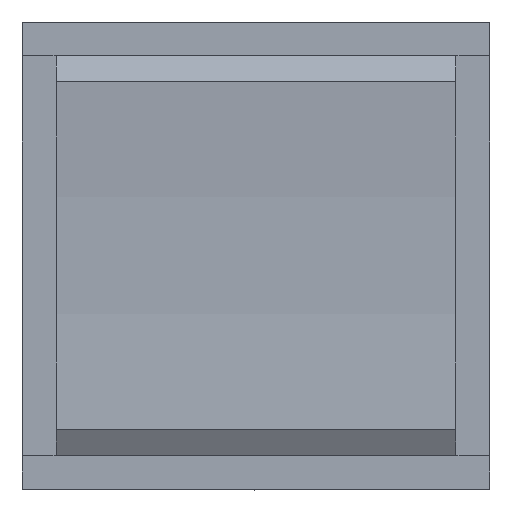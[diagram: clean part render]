
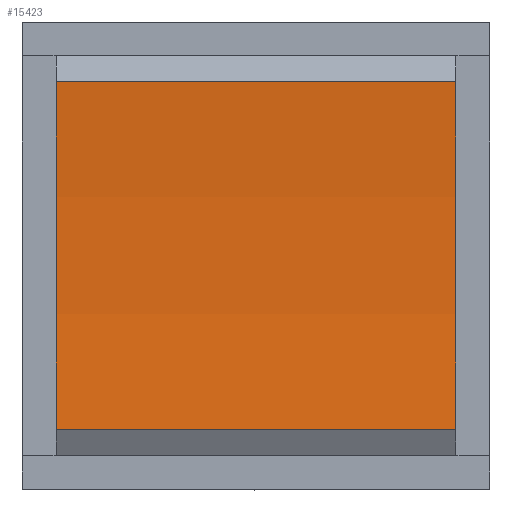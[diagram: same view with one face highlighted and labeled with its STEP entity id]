
A CAD part, top view. The second image highlights one B-rep face of the part: STEP entity #15423.
In plain terms, the highlighted cylindrical face has radius 74.967 mm (diameter 149.933 mm), a partial arc.
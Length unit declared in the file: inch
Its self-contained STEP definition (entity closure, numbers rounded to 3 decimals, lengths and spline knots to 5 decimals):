
#316=CYLINDRICAL_SURFACE('',#16308,2.95144);
#516=CIRCLE('',#16304,2.95144);
#517=CIRCLE('',#16307,2.95144);
#1009=FACE_OUTER_BOUND('',#1843,.T.);
#1843=EDGE_LOOP('',(#10263,#10264,#10265,#10266));
#2780=LINE('',#22193,#4493);
#2781=LINE('',#22194,#4494);
#4493=VECTOR('',#17784,0.3937);
#4494=VECTOR('',#17785,0.3937);
#6189=VERTEX_POINT('',#22163);
#6190=VERTEX_POINT('',#22165);
#6199=VERTEX_POINT('',#22186);
#6200=VERTEX_POINT('',#22188);
#7781=EDGE_CURVE('',#6189,#6190,#516,.T.);
#7792=EDGE_CURVE('',#6199,#6200,#517,.T.);
#7795=EDGE_CURVE('',#6200,#6189,#2780,.T.);
#7796=EDGE_CURVE('',#6190,#6199,#2781,.T.);
#10263=ORIENTED_EDGE('',*,*,#7781,.F.);
#10264=ORIENTED_EDGE('',*,*,#7795,.F.);
#10265=ORIENTED_EDGE('',*,*,#7792,.F.);
#10266=ORIENTED_EDGE('',*,*,#7796,.F.);
#15423=ADVANCED_FACE('',(#1009),#316,.F.);
#16304=AXIS2_PLACEMENT_3D('',#22166,#17762,#17763);
#16307=AXIS2_PLACEMENT_3D('',#22189,#17778,#17779);
#16308=AXIS2_PLACEMENT_3D('',#22192,#17782,#17783);
#17762=DIRECTION('center_axis',(-1.,0.,0.));
#17763=DIRECTION('ref_axis',(0.,0.089,-0.996));
#17778=DIRECTION('center_axis',(1.,0.,0.));
#17779=DIRECTION('ref_axis',(0.,0.089,-0.996));
#17782=DIRECTION('center_axis',(1.,0.,0.));
#17783=DIRECTION('ref_axis',(0.,0.089,-0.996));
#17784=DIRECTION('',(1.,0.,0.));
#17785=DIRECTION('',(-1.,0.,0.));
#22163=CARTESIAN_POINT('',(0.30315,0.26378,1.07087));
#22165=CARTESIAN_POINT('',(0.30315,-0.26378,1.07087));
#22166=CARTESIAN_POINT('Origin',(0.30315,0.,
4.0105));
#22186=CARTESIAN_POINT('',(-0.30315,-0.26378,1.07087));
#22188=CARTESIAN_POINT('',(-0.30315,0.26378,1.07087));
#22189=CARTESIAN_POINT('Origin',(-0.30315,0.,
4.0105));
#22192=CARTESIAN_POINT('Origin',(-0.30315,0.,
4.0105));
#22193=CARTESIAN_POINT('',(-0.15157,0.26378,1.07087));
#22194=CARTESIAN_POINT('',(0.15157,-0.26378,1.07087));
